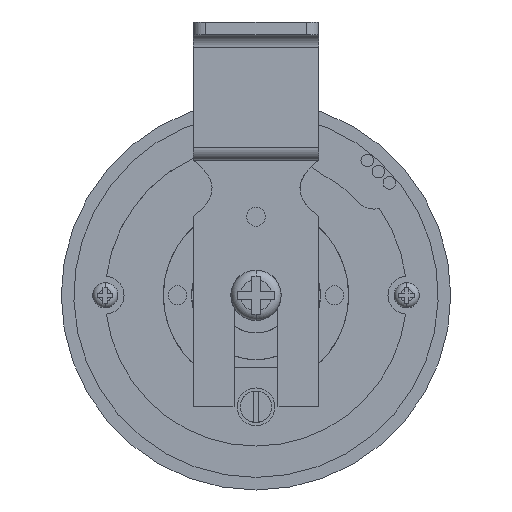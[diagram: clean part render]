
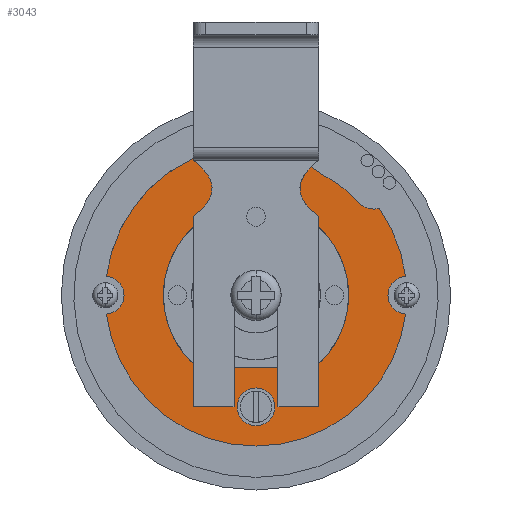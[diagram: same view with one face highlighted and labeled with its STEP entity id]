
A CAD part, front view. The second image highlights one B-rep face of the part: STEP entity #3043.
In plain terms, the highlighted planar face has unit normal (0, -1, 0).
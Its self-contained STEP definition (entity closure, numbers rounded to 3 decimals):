
#20 = CIRCLE ( 'NONE', #4077, 24. ) ;
#98 = ORIENTED_EDGE ( 'NONE', *, *, #5075, .T. ) ;
#144 = CIRCLE ( 'NONE', #4029, 3. ) ;
#148 = VERTEX_POINT ( 'NONE', #5208 ) ;
#182 = EDGE_LOOP ( 'NONE', ( #4262, #1442 ) ) ;
#194 = VERTEX_POINT ( 'NONE', #2131 ) ;
#246 = CARTESIAN_POINT ( 'NONE',  ( 0., 13.5, 0. ) ) ;
#284 = CIRCLE ( 'NONE', #1636, 24. ) ;
#287 = CIRCLE ( 'NONE', #1320, 24. ) ;
#297 = ORIENTED_EDGE ( 'NONE', *, *, #3336, .T. ) ;
#350 = EDGE_CURVE ( 'NONE', #706, #3444, #4498, .T. ) ;
#436 = LINE ( 'NONE', #3632, #3490 ) ;
#625 = CARTESIAN_POINT ( 'NONE',  ( 7.849, 13.5, 19.982 ) ) ;
#644 = ORIENTED_EDGE ( 'NONE', *, *, #4258, .F. ) ;
#706 = VERTEX_POINT ( 'NONE', #3153 ) ;
#711 = EDGE_LOOP ( 'NONE', ( #3193, #644 ) ) ;
#883 = CARTESIAN_POINT ( 'NONE',  ( 13.285, 13.5, 17.533 ) ) ;
#913 = DIRECTION ( 'NONE',  ( 0., 1., 0. ) ) ;
#1047 = DIRECTION ( 'NONE',  ( 0., -1., 0. ) ) ;
#1107 = DIRECTION ( 'NONE',  ( 0., -1., 0. ) ) ;
#1108 = CARTESIAN_POINT ( 'NONE',  ( 14.538, 13.5, 18.288 ) ) ;
#1140 = CARTESIAN_POINT ( 'NONE',  ( 0., 13.5, -14.75 ) ) ;
#1160 = CARTESIAN_POINT ( 'NONE',  ( 0., 13.5, -17.75 ) ) ;
#1320 = AXIS2_PLACEMENT_3D ( 'NONE', #246, #1107, #1986 ) ;
#1442 = ORIENTED_EDGE ( 'NONE', *, *, #1678, .F. ) ;
#1466 = AXIS2_PLACEMENT_3D ( 'NONE', #3936, #4374, #5420 ) ;
#1487 = CARTESIAN_POINT ( 'NONE',  ( 0., 13.5, 0. ) ) ;
#1581 = VERTEX_POINT ( 'NONE', #4996 ) ;
#1592 = CARTESIAN_POINT ( 'NONE',  ( 0., 13.5, 0. ) ) ;
#1621 = DIRECTION ( 'NONE',  ( 0., 0., -1. ) ) ;
#1636 = AXIS2_PLACEMENT_3D ( 'NONE', #1592, #3883, #1621 ) ;
#1678 = EDGE_CURVE ( 'NONE', #4970, #5588, #1961, .T. ) ;
#1683 = DIRECTION ( 'NONE',  ( 0., 1., 0. ) ) ;
#1697 = CARTESIAN_POINT ( 'NONE',  ( 0., 13.5, -17.75 ) ) ;
#1705 = EDGE_CURVE ( 'NONE', #4970, #5588, #436, .T. ) ;
#1840 = DIRECTION ( 'NONE',  ( 0., 0., -1. ) ) ;
#1856 = CARTESIAN_POINT ( 'NONE',  ( 23.813, 13.5, 2.994 ) ) ;
#1886 = CIRCLE ( 'NONE', #3134, 3. ) ;
#1961 = CIRCLE ( 'NONE', #4714, 14.75 ) ;
#1986 = DIRECTION ( 'NONE',  ( 0., 0., -1. ) ) ;
#1998 = ORIENTED_EDGE ( 'NONE', *, *, #5608, .T. ) ;
#2022 = EDGE_CURVE ( 'NONE', #2386, #4907, #287, .T. ) ;
#2131 = CARTESIAN_POINT ( 'NONE',  ( -23.813, 13.5, 2.994 ) ) ;
#2153 = DIRECTION ( 'NONE',  ( 0., 0., -1. ) ) ;
#2166 = FACE_OUTER_BOUND ( 'NONE', #2529, .T. ) ;
#2211 = DIRECTION ( 'NONE',  ( 0., 0., -1. ) ) ;
#2230 = DIRECTION ( 'NONE',  ( 0., -1., 0. ) ) ;
#2386 = VERTEX_POINT ( 'NONE', #5318 ) ;
#2396 = AXIS2_PLACEMENT_3D ( 'NONE', #1697, #3000, #2153 ) ;
#2478 = ORIENTED_EDGE ( 'NONE', *, *, #3519, .T. ) ;
#2529 = EDGE_LOOP ( 'NONE', ( #1998, #2478, #4092, #4127, #3568, #98, #297 ) ) ;
#2594 = FACE_BOUND ( 'NONE', #711, .T. ) ;
#2735 = CARTESIAN_POINT ( 'NONE',  ( 16.695, 13.5, 13.225 ) ) ;
#2744 = DIRECTION ( 'NONE',  ( 0., 0., -1. ) ) ;
#2750 = AXIS2_PLACEMENT_3D ( 'NONE', #1160, #2849, #4228 ) ;
#2789 = CARTESIAN_POINT ( 'NONE',  ( -23.812, 13.5, -2.994 ) ) ;
#2849 = DIRECTION ( 'NONE',  ( 0., -1., 0. ) ) ;
#2915 = EDGE_CURVE ( 'NONE', #5513, #2386, #5694, .T. ) ;
#2940 = CARTESIAN_POINT ( 'NONE',  ( 23.813, 13.5, -2.994 ) ) ;
#3000 = DIRECTION ( 'NONE',  ( 0., -1., 0. ) ) ;
#3043 = ADVANCED_FACE ( 'NONE', ( #2594, #4382, #2166 ), #5256, .F. ) ;
#3083 = DIRECTION ( 'NONE',  ( 0., 0., 1. ) ) ;
#3134 = AXIS2_PLACEMENT_3D ( 'NONE', #4050, #4496, #1840 ) ;
#3153 = CARTESIAN_POINT ( 'NONE',  ( 0., 13.5, -20.75 ) ) ;
#3193 = ORIENTED_EDGE ( 'NONE', *, *, #350, .F. ) ;
#3273 = CARTESIAN_POINT ( 'NONE',  ( -9.236, 13.5, -11.5 ) ) ;
#3336 = EDGE_CURVE ( 'NONE', #4581, #1581, #20, .T. ) ;
#3444 = VERTEX_POINT ( 'NONE', #1140 ) ;
#3490 = VECTOR ( 'NONE', #4024, 1000. ) ;
#3519 = EDGE_CURVE ( 'NONE', #148, #194, #284, .T. ) ;
#3568 = ORIENTED_EDGE ( 'NONE', *, *, #2022, .T. ) ;
#3572 = CARTESIAN_POINT ( 'NONE',  ( 24., 13.5, 0. ) ) ;
#3632 = CARTESIAN_POINT ( 'NONE',  ( 0., 13.5, -11.5 ) ) ;
#3701 = DIRECTION ( 'NONE',  ( 0., 0., -1. ) ) ;
#3743 = CARTESIAN_POINT ( 'NONE',  ( 8.08, 13.5, 22.599 ) ) ;
#3785 = B_SPLINE_CURVE_WITH_KNOTS ( 'NONE', 3,
 ( #4430, #2735, #1108, #625, #3743 ),
 .UNSPECIFIED., .F., .F.,
 ( 4, 1, 4 ),
 ( 0., 0.474, 1. ),
 .UNSPECIFIED. ) ;
#3828 = CARTESIAN_POINT ( 'NONE',  ( 9.236, 13.5, -11.5 ) ) ;
#3883 = DIRECTION ( 'NONE',  ( 0., -1., 0. ) ) ;
#3936 = CARTESIAN_POINT ( 'NONE',  ( 0., 13.5, 0. ) ) ;
#4024 = DIRECTION ( 'NONE',  ( -1., 0., 0. ) ) ;
#4029 = AXIS2_PLACEMENT_3D ( 'NONE', #3572, #913, #2211 ) ;
#4050 = CARTESIAN_POINT ( 'NONE',  ( -24., 13.5, 0. ) ) ;
#4077 = AXIS2_PLACEMENT_3D ( 'NONE', #1487, #1047, #3701 ) ;
#4092 = ORIENTED_EDGE ( 'NONE', *, *, #4689, .T. ) ;
#4127 = ORIENTED_EDGE ( 'NONE', *, *, #2915, .T. ) ;
#4228 = DIRECTION ( 'NONE',  ( 0., 0., -1. ) ) ;
#4258 = EDGE_CURVE ( 'NONE', #3444, #706, #5681, .T. ) ;
#4262 = ORIENTED_EDGE ( 'NONE', *, *, #1705, .T. ) ;
#4374 = DIRECTION ( 'NONE',  ( 0., -1., 0. ) ) ;
#4382 = FACE_BOUND ( 'NONE', #182, .T. ) ;
#4430 = CARTESIAN_POINT ( 'NONE',  ( 19.636, 13.5, 13.8 ) ) ;
#4496 = DIRECTION ( 'NONE',  ( 0., 1., 0. ) ) ;
#4498 = CIRCLE ( 'NONE', #2396, 3. ) ;
#4510 = CARTESIAN_POINT ( 'NONE',  ( 0., 13.5, 0. ) ) ;
#4581 = VERTEX_POINT ( 'NONE', #1856 ) ;
#4689 = EDGE_CURVE ( 'NONE', #194, #5513, #1886, .T. ) ;
#4714 = AXIS2_PLACEMENT_3D ( 'NONE', #4510, #2230, #2744 ) ;
#4907 = VERTEX_POINT ( 'NONE', #2940 ) ;
#4970 = VERTEX_POINT ( 'NONE', #3828 ) ;
#4996 = CARTESIAN_POINT ( 'NONE',  ( 19.636, 13.5, 13.8 ) ) ;
#5058 = AXIS2_PLACEMENT_3D ( 'NONE', #883, #1683, #3083 ) ;
#5075 = EDGE_CURVE ( 'NONE', #4907, #4581, #144, .T. ) ;
#5208 = CARTESIAN_POINT ( 'NONE',  ( 8.08, 13.5, 22.599 ) ) ;
#5256 = PLANE ( 'NONE',  #5058 ) ;
#5318 = CARTESIAN_POINT ( 'NONE',  ( 0., 13.5, -24. ) ) ;
#5420 = DIRECTION ( 'NONE',  ( 0., 0., -1. ) ) ;
#5513 = VERTEX_POINT ( 'NONE', #2789 ) ;
#5588 = VERTEX_POINT ( 'NONE', #3273 ) ;
#5608 = EDGE_CURVE ( 'NONE', #1581, #148, #3785, .T. ) ;
#5681 = CIRCLE ( 'NONE', #2750, 3. ) ;
#5694 = CIRCLE ( 'NONE', #1466, 24. ) ;
